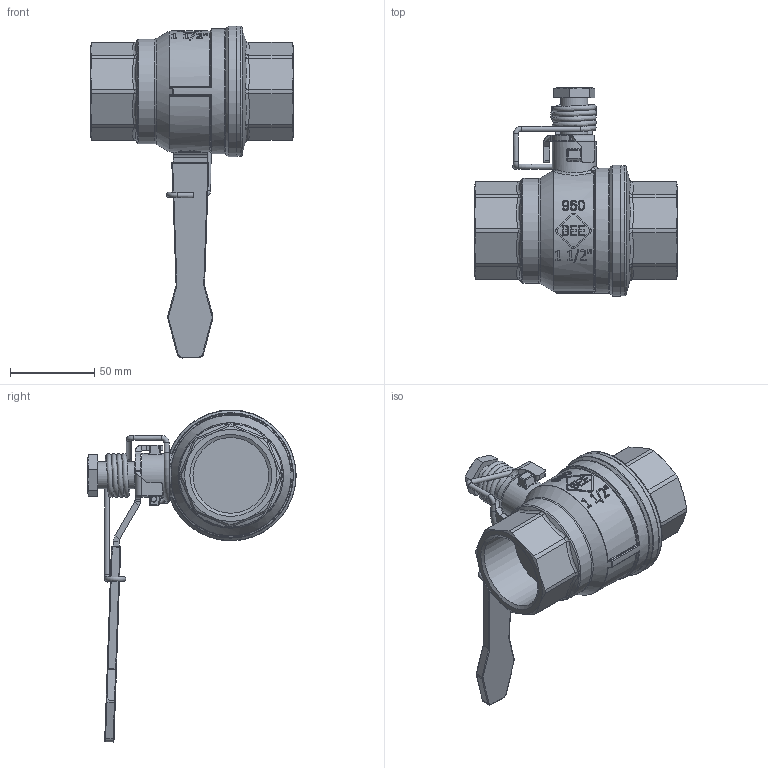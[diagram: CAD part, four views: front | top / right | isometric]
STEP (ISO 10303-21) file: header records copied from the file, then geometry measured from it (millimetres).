
FILE_DESCRIPTION(/* description */ (''),/* implementation_level */ '2;1');
FILE_NAME(/* name */ '960_960F_40.stp',/* time_stamp */ '2021-09-22T16:46:04+02:00',/* author */ ('sga-ext'),/* organization */ (''),/* preprocessor_version */ 'ST-DEVELOPER v18.1',/* originating_system */ 'Autodesk Inventor 2021',/* authorisation */ '');
FILE_SCHEMA (('AUTOMOTIVE_DESIGN { 1 0 10303 214 3 1 1 }'));
Length unit declared in the file: millimetre
Products named in the file (1): ENG-070212
Bounding box: 120 x 123.45 x 196.65 mm (x, y, z)
Volume: 345398.1 mm3; surface area: 57267.9 mm2
Topology: 1 solids, 1 shells, 686 faces, 1796 edges, 1138 vertices
Faces by surface type: plane 262, bspline 197, cylinder 138, torus 47, cone 26, sphere 16
Full cylindrical faces by diameter (mm): 3 x6, 13.98 x1, 16 x1, 26 x1, 44.845 x2, 62 x1, 74 x1, 77 x1, 77.5 x1
Entity records: 29668 total; most frequent: CARTESIAN_POINT 13335, ORIENTED_EDGE 3556, DIRECTION 2736, EDGE_CURVE 1778, VERTEX_POINT 1138, AXIS2_PLACEMENT_3D 986, LINE 764, VECTOR 764
